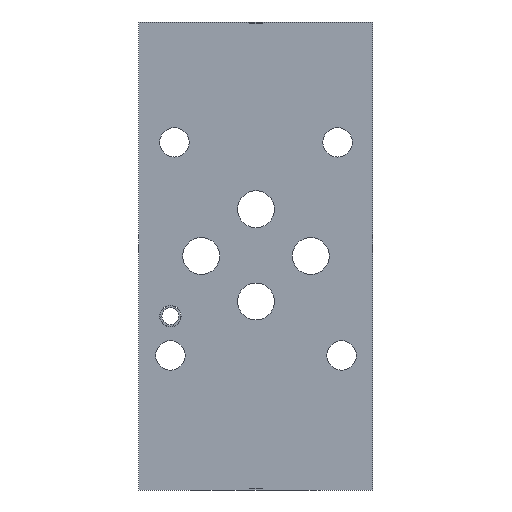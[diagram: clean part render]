
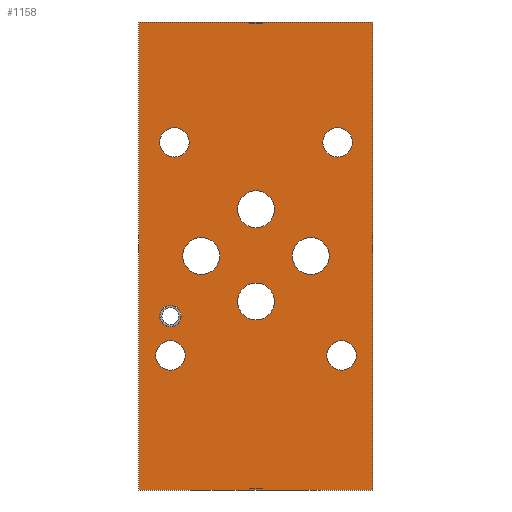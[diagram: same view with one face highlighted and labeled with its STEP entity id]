
A CAD part, front view. The second image highlights one B-rep face of the part: STEP entity #1158.
In plain terms, the highlighted planar face has unit normal (0, -1, 0).
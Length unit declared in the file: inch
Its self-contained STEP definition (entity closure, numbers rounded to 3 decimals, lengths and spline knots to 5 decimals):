
#104=CARTESIAN_POINT('',(0.61,-0.485,0.85));
#105=DIRECTION('',(0.,1.,0.));
#106=DIRECTION('',(-1.,0.,0.));
#107=AXIS2_PLACEMENT_3D('',#104,#105,#106);
#109=CARTESIAN_POINT('',(0.61,-0.485,0.85));
#110=DIRECTION('',(0.,1.,0.));
#111=DIRECTION('',(1.,0.,0.));
#112=AXIS2_PLACEMENT_3D('',#109,#110,#111);
#114=CARTESIAN_POINT('',(0.64,-0.485,-0.744));
#115=DIRECTION('',(0.,1.,0.));
#116=DIRECTION('',(-1.,0.,0.));
#117=AXIS2_PLACEMENT_3D('',#114,#115,#116);
#119=CARTESIAN_POINT('',(0.64,-0.485,-0.744));
#120=DIRECTION('',(0.,1.,0.));
#121=DIRECTION('',(1.,0.,0.));
#122=AXIS2_PLACEMENT_3D('',#119,#120,#121);
#124=CARTESIAN_POINT('',(-0.64,-0.485,-0.744));
#125=DIRECTION('',(0.,1.,0.));
#126=DIRECTION('',(-1.,0.,0.));
#127=AXIS2_PLACEMENT_3D('',#124,#125,#126);
#129=CARTESIAN_POINT('',(-0.64,-0.485,-0.744));
#130=DIRECTION('',(0.,1.,0.));
#131=DIRECTION('',(1.,0.,0.));
#132=AXIS2_PLACEMENT_3D('',#129,#130,#131);
#134=CARTESIAN_POINT('',(-0.61,-0.485,0.85));
#135=DIRECTION('',(0.,1.,0.));
#136=DIRECTION('',(-1.,0.,0.));
#137=AXIS2_PLACEMENT_3D('',#134,#135,#136);
#139=CARTESIAN_POINT('',(-0.61,-0.485,0.85));
#140=DIRECTION('',(0.,1.,0.));
#141=DIRECTION('',(1.,0.,0.));
#142=AXIS2_PLACEMENT_3D('',#139,#140,#141);
#144=CARTESIAN_POINT('',(-0.64,-0.485,-0.45));
#145=DIRECTION('',(0.,1.,0.));
#146=DIRECTION('',(-1.,0.,0.));
#147=AXIS2_PLACEMENT_3D('',#144,#145,#146);
#149=CARTESIAN_POINT('',(-0.64,-0.485,-0.45));
#150=DIRECTION('',(0.,1.,0.));
#151=DIRECTION('',(1.,0.,0.));
#152=AXIS2_PLACEMENT_3D('',#149,#150,#151);
#154=CARTESIAN_POINT('',(-0.41,-0.485,0.));
#155=DIRECTION('',(0.,1.,0.));
#156=DIRECTION('',(-1.,0.,0.));
#157=AXIS2_PLACEMENT_3D('',#154,#155,#156);
#159=CARTESIAN_POINT('',(-0.41,-0.485,0.));
#160=DIRECTION('',(0.,1.,0.));
#161=DIRECTION('',(1.,0.,0.));
#162=AXIS2_PLACEMENT_3D('',#159,#160,#161);
#164=CARTESIAN_POINT('',(0.,-0.485,0.35));
#165=DIRECTION('',(0.,1.,0.));
#166=DIRECTION('',(-1.,0.,0.));
#167=AXIS2_PLACEMENT_3D('',#164,#165,#166);
#169=CARTESIAN_POINT('',(0.,-0.485,0.35));
#170=DIRECTION('',(0.,1.,0.));
#171=DIRECTION('',(1.,0.,0.));
#172=AXIS2_PLACEMENT_3D('',#169,#170,#171);
#174=CARTESIAN_POINT('',(0.41,-0.485,0.));
#175=DIRECTION('',(0.,1.,0.));
#176=DIRECTION('',(-1.,0.,0.));
#177=AXIS2_PLACEMENT_3D('',#174,#175,#176);
#179=CARTESIAN_POINT('',(0.41,-0.485,0.));
#180=DIRECTION('',(0.,1.,0.));
#181=DIRECTION('',(1.,0.,0.));
#182=AXIS2_PLACEMENT_3D('',#179,#180,#181);
#184=CARTESIAN_POINT('',(0.,-0.485,-0.34));
#185=DIRECTION('',(0.,1.,0.));
#186=DIRECTION('',(-1.,0.,0.));
#187=AXIS2_PLACEMENT_3D('',#184,#185,#186);
#189=CARTESIAN_POINT('',(0.,-0.485,-0.34));
#190=DIRECTION('',(0.,1.,0.));
#191=DIRECTION('',(1.,0.,0.));
#192=AXIS2_PLACEMENT_3D('',#189,#190,#191);
#194=DIRECTION('',(0.,0.,1.));
#195=VECTOR('',#194,3.5);
#196=CARTESIAN_POINT('',(-0.875,-0.485,-1.75));
#197=LINE('',#196,#195);
#512=DIRECTION('',(1.,0.,0.));
#513=VECTOR('',#512,0.875);
#514=CARTESIAN_POINT('',(-0.875,-0.485,-1.75));
#515=LINE('',#514,#513);
#521=DIRECTION('',(1.,0.,0.));
#522=VECTOR('',#521,0.875);
#523=CARTESIAN_POINT('',(0.,-0.485,-1.75));
#524=LINE('',#523,#522);
#637=DIRECTION('',(1.,0.,0.));
#638=VECTOR('',#637,0.875);
#639=CARTESIAN_POINT('',(-0.875,-0.485,1.75));
#640=LINE('',#639,#638);
#672=DIRECTION('',(1.,0.,0.));
#673=VECTOR('',#672,0.875);
#674=CARTESIAN_POINT('',(0.,-0.485,1.75));
#675=LINE('',#674,#673);
#766=DIRECTION('',(0.,0.,1.));
#767=VECTOR('',#766,3.5);
#768=CARTESIAN_POINT('',(0.875,-0.485,-1.75));
#769=LINE('',#768,#767);
#771=CARTESIAN_POINT('',(-0.875,-0.485,-1.75));
#773=VERTEX_POINT('',#771);
#774=CARTESIAN_POINT('',(0.875,-0.485,-1.75));
#776=VERTEX_POINT('',#774);
#779=CARTESIAN_POINT('',(-0.875,-0.485,1.75));
#781=VERTEX_POINT('',#779);
#782=CARTESIAN_POINT('',(0.875,-0.485,1.75));
#784=VERTEX_POINT('',#782);
#786=CARTESIAN_POINT('',(0.5,-0.485,0.85));
#787=CARTESIAN_POINT('',(0.72,-0.485,0.85));
#788=VERTEX_POINT('',#786);
#789=VERTEX_POINT('',#787);
#794=CARTESIAN_POINT('',(0.53,-0.485,-0.744));
#795=CARTESIAN_POINT('',(0.75,-0.485,-0.744));
#796=VERTEX_POINT('',#794);
#797=VERTEX_POINT('',#795);
#802=CARTESIAN_POINT('',(-0.75,-0.485,-0.744));
#803=CARTESIAN_POINT('',(-0.53,-0.485,-0.744));
#804=VERTEX_POINT('',#802);
#805=VERTEX_POINT('',#803);
#810=CARTESIAN_POINT('',(-0.72,-0.485,0.85));
#811=CARTESIAN_POINT('',(-0.5,-0.485,0.85));
#812=VERTEX_POINT('',#810);
#813=VERTEX_POINT('',#811);
#818=CARTESIAN_POINT('',(-0.72,-0.485,-0.45));
#819=CARTESIAN_POINT('',(-0.56,-0.485,-0.45));
#820=VERTEX_POINT('',#818);
#821=VERTEX_POINT('',#819);
#826=CARTESIAN_POINT('',(0.272,-0.485,0.));
#827=CARTESIAN_POINT('',(0.548,-0.485,0.));
#828=VERTEX_POINT('',#826);
#829=VERTEX_POINT('',#827);
#830=CARTESIAN_POINT('',(-0.548,-0.485,0.));
#831=CARTESIAN_POINT('',(-0.272,-0.485,0.));
#832=VERTEX_POINT('',#830);
#833=VERTEX_POINT('',#831);
#834=CARTESIAN_POINT('',(-0.138,-0.485,0.35));
#835=CARTESIAN_POINT('',(0.138,-0.485,0.35));
#836=VERTEX_POINT('',#834);
#837=VERTEX_POINT('',#835);
#838=CARTESIAN_POINT('',(-0.138,-0.485,-0.34));
#839=CARTESIAN_POINT('',(0.138,-0.485,-0.34));
#840=VERTEX_POINT('',#838);
#841=VERTEX_POINT('',#839);
#865=CARTESIAN_POINT('',(0.,-0.485,1.75));
#867=VERTEX_POINT('',#865);
#895=CARTESIAN_POINT('',(0.,-0.485,-1.75));
#897=VERTEX_POINT('',#895);
#1086=CARTESIAN_POINT('',(-0.875,-0.485,-1.75));
#1087=DIRECTION('',(0.,-1.,0.));
#1088=DIRECTION('',(1.,0.,0.));
#1089=AXIS2_PLACEMENT_3D('',#1086,#1087,#1088);
#1090=PLANE('',#1089);
#1092=ORIENTED_EDGE('',*,*,#1091,.F.);
#1094=ORIENTED_EDGE('',*,*,#1093,.T.);
#1096=ORIENTED_EDGE('',*,*,#1095,.T.);
#1098=ORIENTED_EDGE('',*,*,#1097,.T.);
#1100=ORIENTED_EDGE('',*,*,#1099,.F.);
#1102=ORIENTED_EDGE('',*,*,#1101,.F.);
#1103=EDGE_LOOP('',(#1092,#1094,#1096,#1098,#1100,#1102));
#1104=FACE_OUTER_BOUND('',#1103,.F.);
#1106=ORIENTED_EDGE('',*,*,#1105,.F.);
#1108=ORIENTED_EDGE('',*,*,#1107,.F.);
#1109=EDGE_LOOP('',(#1106,#1108));
#1110=FACE_BOUND('',#1109,.F.);
#1112=ORIENTED_EDGE('',*,*,#1111,.F.);
#1114=ORIENTED_EDGE('',*,*,#1113,.F.);
#1115=EDGE_LOOP('',(#1112,#1114));
#1116=FACE_BOUND('',#1115,.F.);
#1118=ORIENTED_EDGE('',*,*,#1117,.F.);
#1120=ORIENTED_EDGE('',*,*,#1119,.F.);
#1121=EDGE_LOOP('',(#1118,#1120));
#1122=FACE_BOUND('',#1121,.F.);
#1124=ORIENTED_EDGE('',*,*,#1123,.F.);
#1126=ORIENTED_EDGE('',*,*,#1125,.F.);
#1127=EDGE_LOOP('',(#1124,#1126));
#1128=FACE_BOUND('',#1127,.F.);
#1130=ORIENTED_EDGE('',*,*,#1129,.F.);
#1132=ORIENTED_EDGE('',*,*,#1131,.F.);
#1133=EDGE_LOOP('',(#1130,#1132));
#1134=FACE_BOUND('',#1133,.F.);
#1136=ORIENTED_EDGE('',*,*,#1135,.F.);
#1138=ORIENTED_EDGE('',*,*,#1137,.F.);
#1139=EDGE_LOOP('',(#1136,#1138));
#1140=FACE_BOUND('',#1139,.F.);
#1142=ORIENTED_EDGE('',*,*,#1141,.F.);
#1144=ORIENTED_EDGE('',*,*,#1143,.F.);
#1145=EDGE_LOOP('',(#1142,#1144));
#1146=FACE_BOUND('',#1145,.F.);
#1148=ORIENTED_EDGE('',*,*,#1147,.F.);
#1150=ORIENTED_EDGE('',*,*,#1149,.F.);
#1151=EDGE_LOOP('',(#1148,#1150));
#1152=FACE_BOUND('',#1151,.F.);
#1153=ORIENTED_EDGE('',*,*,#1076,.F.);
#1155=ORIENTED_EDGE('',*,*,#1154,.F.);
#1156=EDGE_LOOP('',(#1153,#1155));
#1157=FACE_BOUND('',#1156,.F.);
#1158=ADVANCED_FACE('',(#1104,#1110,#1116,#1122,#1128,#1134,#1140,#1146,#1152,
#1157),#1090,.T.);
#108=CIRCLE('',#107,0.11);
#113=CIRCLE('',#112,0.11);
#118=CIRCLE('',#117,0.11);
#123=CIRCLE('',#122,0.11);
#128=CIRCLE('',#127,0.11);
#133=CIRCLE('',#132,0.11);
#138=CIRCLE('',#137,0.11);
#143=CIRCLE('',#142,0.11);
#148=CIRCLE('',#147,0.08);
#153=CIRCLE('',#152,0.08);
#158=CIRCLE('',#157,0.138);
#163=CIRCLE('',#162,0.138);
#168=CIRCLE('',#167,0.138);
#173=CIRCLE('',#172,0.138);
#178=CIRCLE('',#177,0.138);
#183=CIRCLE('',#182,0.138);
#188=CIRCLE('',#187,0.138);
#193=CIRCLE('',#192,0.138);
#1076=EDGE_CURVE('',#788,#789,#108,.T.);
#1091=EDGE_CURVE('',#773,#897,#515,.T.);
#1093=EDGE_CURVE('',#773,#781,#197,.T.);
#1095=EDGE_CURVE('',#781,#867,#640,.T.);
#1097=EDGE_CURVE('',#867,#784,#675,.T.);
#1099=EDGE_CURVE('',#776,#784,#769,.T.);
#1101=EDGE_CURVE('',#897,#776,#524,.T.);
#1105=EDGE_CURVE('',#796,#797,#118,.T.);
#1107=EDGE_CURVE('',#797,#796,#123,.T.);
#1111=EDGE_CURVE('',#804,#805,#128,.T.);
#1113=EDGE_CURVE('',#805,#804,#133,.T.);
#1117=EDGE_CURVE('',#812,#813,#138,.T.);
#1119=EDGE_CURVE('',#813,#812,#143,.T.);
#1123=EDGE_CURVE('',#820,#821,#148,.T.);
#1125=EDGE_CURVE('',#821,#820,#153,.T.);
#1129=EDGE_CURVE('',#832,#833,#158,.T.);
#1131=EDGE_CURVE('',#833,#832,#163,.T.);
#1135=EDGE_CURVE('',#836,#837,#168,.T.);
#1137=EDGE_CURVE('',#837,#836,#173,.T.);
#1141=EDGE_CURVE('',#828,#829,#178,.T.);
#1143=EDGE_CURVE('',#829,#828,#183,.T.);
#1147=EDGE_CURVE('',#840,#841,#188,.T.);
#1149=EDGE_CURVE('',#841,#840,#193,.T.);
#1154=EDGE_CURVE('',#789,#788,#113,.T.);
